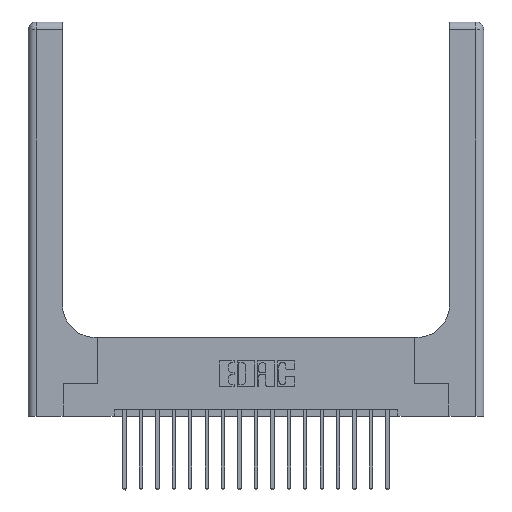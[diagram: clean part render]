
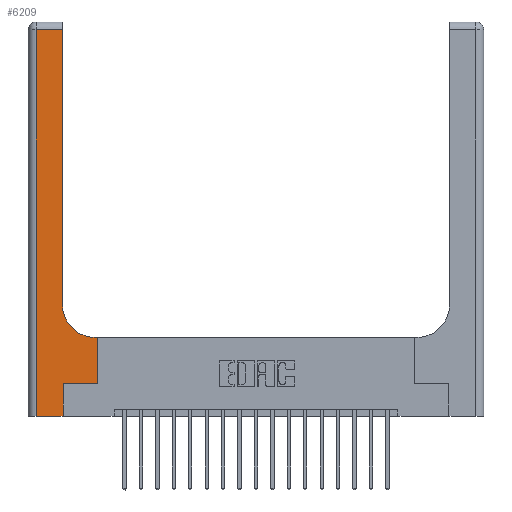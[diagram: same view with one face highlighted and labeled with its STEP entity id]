
A CAD part, top view. The second image highlights one B-rep face of the part: STEP entity #6209.
In plain terms, the highlighted planar face has unit normal (0, 0, 1).
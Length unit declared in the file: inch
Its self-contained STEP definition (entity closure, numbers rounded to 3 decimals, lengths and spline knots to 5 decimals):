
#506 = LINE ( 'NONE', #11524, #10252 ) ;
#863 = ORIENTED_EDGE ( 'NONE', *, *, #4521, .T. ) ;
#960 = EDGE_CURVE ( 'NONE', #10454, #8494, #5804, .T. ) ;
#1576 = LINE ( 'NONE', #1941, #9647 ) ;
#1725 = PLANE ( 'NONE',  #1989 ) ;
#1941 = CARTESIAN_POINT ( 'NONE',  ( 0.265, 0.25, 0.37 ) ) ;
#1989 = AXIS2_PLACEMENT_3D ( 'NONE', #13886, #16873, #6349 ) ;
#2293 = ORIENTED_EDGE ( 'NONE', *, *, #11583, .T. ) ;
#2405 = ORIENTED_EDGE ( 'NONE', *, *, #8530, .T. ) ;
#2548 = CARTESIAN_POINT ( 'NONE',  ( 0.528, 0.25, 0.37 ) ) ;
#2611 = VERTEX_POINT ( 'NONE', #6224 ) ;
#2698 = ORIENTED_EDGE ( 'NONE', *, *, #5910, .T. ) ;
#3375 = CARTESIAN_POINT ( 'NONE',  ( 0.51, 0.85, 0.37 ) ) ;
#3681 = VERTEX_POINT ( 'NONE', #10908 ) ;
#3957 = VECTOR ( 'NONE', #14644, 39.37008 ) ;
#4014 = VECTOR ( 'NONE', #7250, 39.37008 ) ;
#4194 = VECTOR ( 'NONE', #15170, 39.37008 ) ;
#4278 = CARTESIAN_POINT ( 'NONE',  ( 0., 0., 0.37 ) ) ;
#4471 = ORIENTED_EDGE ( 'NONE', *, *, #15894, .T. ) ;
#4521 = EDGE_CURVE ( 'NONE', #8494, #2611, #6357, .T. ) ;
#4635 = CARTESIAN_POINT ( 'NONE',  ( 0.528, 0.6, 0.37 ) ) ;
#4950 = EDGE_LOOP ( 'NONE', ( #863, #4471, #2405, #2698, #13589, #11015, #2293, #17067, #14579 ) ) ;
#4992 = LINE ( 'NONE', #2548, #4014 ) ;
#5155 = FACE_OUTER_BOUND ( 'NONE', #4950, .T. ) ;
#5172 = CARTESIAN_POINT ( 'NONE',  ( 0.528, 0.25, 0.37 ) ) ;
#5330 = VECTOR ( 'NONE', #13623, 39.37008 ) ;
#5804 = CIRCLE ( 'NONE', #7588, 0.25 ) ;
#5910 = EDGE_CURVE ( 'NONE', #18673, #3681, #7302, .T. ) ;
#6209 = ADVANCED_FACE ( 'NONE', ( #5155 ), #1725, .F. ) ;
#6224 = CARTESIAN_POINT ( 'NONE',  ( 0.26, 2.94, 0.37 ) ) ;
#6349 = DIRECTION ( 'NONE',  ( -1., 0., 0. ) ) ;
#6357 = LINE ( 'NONE', #16243, #3957 ) ;
#6460 = DIRECTION ( 'NONE',  ( 1., 0., 0. ) ) ;
#7250 = DIRECTION ( 'NONE',  ( 0., 1., 0. ) ) ;
#7302 = LINE ( 'NONE', #4278, #10343 ) ;
#7575 = CARTESIAN_POINT ( 'NONE',  ( 0.265, 0., 0.37 ) ) ;
#7588 = AXIS2_PLACEMENT_3D ( 'NONE', #3375, #13998, #6460 ) ;
#8124 = EDGE_CURVE ( 'NONE', #15203, #10454, #506, .T. ) ;
#8352 = LINE ( 'NONE', #16307, #14754 ) ;
#8494 = VERTEX_POINT ( 'NONE', #16233 ) ;
#8530 = EDGE_CURVE ( 'NONE', #19610, #18673, #8352, .T. ) ;
#8819 = DIRECTION ( 'NONE',  ( 0., -1., 0. ) ) ;
#9647 = VECTOR ( 'NONE', #12600, 39.37008 ) ;
#10252 = VECTOR ( 'NONE', #17827, 39.37008 ) ;
#10343 = VECTOR ( 'NONE', #11627, 39.37008 ) ;
#10454 = VERTEX_POINT ( 'NONE', #15591 ) ;
#10569 = VERTEX_POINT ( 'NONE', #5172 ) ;
#10908 = CARTESIAN_POINT ( 'NONE',  ( 0.265, 0., 0.37 ) ) ;
#11015 = ORIENTED_EDGE ( 'NONE', *, *, #18419, .T. ) ;
#11524 = CARTESIAN_POINT ( 'NONE',  ( 0.26, 0.6, 0.37 ) ) ;
#11583 = EDGE_CURVE ( 'NONE', #10569, #15203, #4992, .T. ) ;
#11627 = DIRECTION ( 'NONE',  ( 1., 0., 0. ) ) ;
#12158 = CARTESIAN_POINT ( 'NONE',  ( 0., 2.94, 0.37 ) ) ;
#12600 = DIRECTION ( 'NONE',  ( 1., 0., 0. ) ) ;
#12656 = VERTEX_POINT ( 'NONE', #18553 ) ;
#13493 = EDGE_CURVE ( 'NONE', #3681, #12656, #19376, .T. ) ;
#13589 = ORIENTED_EDGE ( 'NONE', *, *, #13493, .T. ) ;
#13623 = DIRECTION ( 'NONE',  ( -1., 0., 0. ) ) ;
#13886 = CARTESIAN_POINT ( 'NONE',  ( 0., 3., 0.37 ) ) ;
#13998 = DIRECTION ( 'NONE',  ( 0., 0., -1. ) ) ;
#14326 = LINE ( 'NONE', #12158, #5330 ) ;
#14579 = ORIENTED_EDGE ( 'NONE', *, *, #960, .T. ) ;
#14644 = DIRECTION ( 'NONE',  ( 0., 1., 0. ) ) ;
#14754 = VECTOR ( 'NONE', #8819, 39.37008 ) ;
#15144 = CARTESIAN_POINT ( 'NONE',  ( 0.06, 0., 0.37 ) ) ;
#15170 = DIRECTION ( 'NONE',  ( 0., 1., 0. ) ) ;
#15203 = VERTEX_POINT ( 'NONE', #4635 ) ;
#15591 = CARTESIAN_POINT ( 'NONE',  ( 0.51, 0.6, 0.37 ) ) ;
#15894 = EDGE_CURVE ( 'NONE', #2611, #19610, #14326, .T. ) ;
#16233 = CARTESIAN_POINT ( 'NONE',  ( 0.26, 0.85, 0.37 ) ) ;
#16243 = CARTESIAN_POINT ( 'NONE',  ( 0.26, 3., 0.37 ) ) ;
#16307 = CARTESIAN_POINT ( 'NONE',  ( 0.06, 3., 0.37 ) ) ;
#16873 = DIRECTION ( 'NONE',  ( 0., 0., -1. ) ) ;
#16970 = CARTESIAN_POINT ( 'NONE',  ( 0.06, 2.94, 0.37 ) ) ;
#17067 = ORIENTED_EDGE ( 'NONE', *, *, #8124, .T. ) ;
#17827 = DIRECTION ( 'NONE',  ( -1., 0., 0. ) ) ;
#18419 = EDGE_CURVE ( 'NONE', #12656, #10569, #1576, .T. ) ;
#18553 = CARTESIAN_POINT ( 'NONE',  ( 0.265, 0.25, 0.37 ) ) ;
#18673 = VERTEX_POINT ( 'NONE', #15144 ) ;
#19376 = LINE ( 'NONE', #7575, #4194 ) ;
#19610 = VERTEX_POINT ( 'NONE', #16970 ) ;
